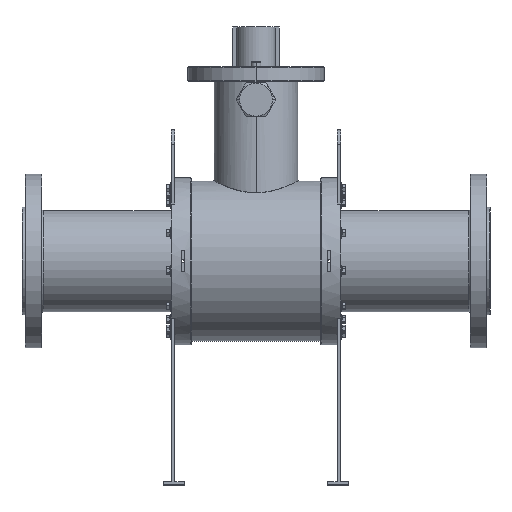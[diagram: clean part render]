
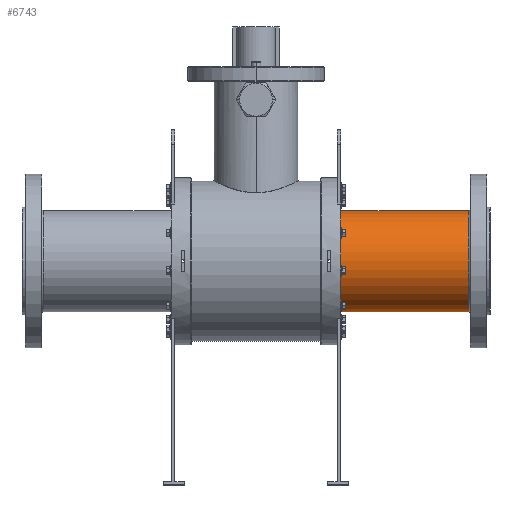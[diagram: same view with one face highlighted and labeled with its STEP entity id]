
A CAD part, top view. The second image highlights one B-rep face of the part: STEP entity #6743.
In plain terms, the highlighted cylindrical face has radius 153.5 mm (diameter 307 mm), a partial arc.
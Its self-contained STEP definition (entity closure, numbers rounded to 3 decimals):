
#771 = DIRECTION ( 'NONE',  ( 0., 0., -1. ) ) ;
#1000 = ORIENTED_EDGE ( 'NONE', *, *, #4758, .T. ) ;
#2917 = DIRECTION ( 'NONE',  ( -1., 0., 0. ) ) ;
#2985 = LINE ( 'NONE', #5106, #9417 ) ;
#3103 = DIRECTION ( 'NONE',  ( -1., 0., 0. ) ) ;
#3635 = VERTEX_POINT ( 'NONE', #3842 ) ;
#3831 = EDGE_CURVE ( 'NONE', #3635, #7364, #7325, .T. ) ;
#3842 = CARTESIAN_POINT ( 'NONE',  ( 646., -153.5, 0. ) ) ;
#4704 = VECTOR ( 'NONE', #8534, 1000. ) ;
#4758 = EDGE_CURVE ( 'NONE', #3635, #6802, #10051, .T. ) ;
#5106 = CARTESIAN_POINT ( 'NONE',  ( -711., 153.5, 0. ) ) ;
#5363 = CYLINDRICAL_SURFACE ( 'NONE', #13219, 153.5 ) ;
#5483 = CARTESIAN_POINT ( 'NONE',  ( 257.5, -153.5, 0. ) ) ;
#6085 = ORIENTED_EDGE ( 'NONE', *, *, #12512, .T. ) ;
#6168 = ORIENTED_EDGE ( 'NONE', *, *, #3831, .F. ) ;
#6427 = DIRECTION ( 'NONE',  ( 0., -1., 0. ) ) ;
#6743 = ADVANCED_FACE ( 'NONE', ( #8355 ), #5363, .T. ) ;
#6802 = VERTEX_POINT ( 'NONE', #14051 ) ;
#7325 = LINE ( 'NONE', #13011, #4704 ) ;
#7333 = ORIENTED_EDGE ( 'NONE', *, *, #12005, .T. ) ;
#7364 = VERTEX_POINT ( 'NONE', #5483 ) ;
#7635 = CIRCLE ( 'NONE', #11270, 153.5 ) ;
#8355 = FACE_OUTER_BOUND ( 'NONE', #8837, .T. ) ;
#8534 = DIRECTION ( 'NONE',  ( -1., 0., 0. ) ) ;
#8837 = EDGE_LOOP ( 'NONE', ( #1000, #6085, #7333, #6168 ) ) ;
#9260 = CARTESIAN_POINT ( 'NONE',  ( 257.5, 153.5, 0. ) ) ;
#9417 = VECTOR ( 'NONE', #2917, 1000. ) ;
#9422 = VERTEX_POINT ( 'NONE', #9260 ) ;
#9495 = CARTESIAN_POINT ( 'NONE',  ( 646., 0., 0. ) ) ;
#9557 = CARTESIAN_POINT ( 'NONE',  ( -711., 0., 0. ) ) ;
#10051 = CIRCLE ( 'NONE', #11873, 153.5 ) ;
#10568 = DIRECTION ( 'NONE',  ( -1., 0., 0. ) ) ;
#11270 = AXIS2_PLACEMENT_3D ( 'NONE', #12782, #12652, #771 ) ;
#11632 = DIRECTION ( 'NONE',  ( 0., 1., 0. ) ) ;
#11873 = AXIS2_PLACEMENT_3D ( 'NONE', #9495, #10568, #11632 ) ;
#12005 = EDGE_CURVE ( 'NONE', #9422, #7364, #7635, .T. ) ;
#12512 = EDGE_CURVE ( 'NONE', #6802, #9422, #2985, .T. ) ;
#12652 = DIRECTION ( 'NONE',  ( 1., 0., 0. ) ) ;
#12782 = CARTESIAN_POINT ( 'NONE',  ( 257.5, 0., 0. ) ) ;
#13011 = CARTESIAN_POINT ( 'NONE',  ( -711., -153.5, 0. ) ) ;
#13219 = AXIS2_PLACEMENT_3D ( 'NONE', #9557, #3103, #6427 ) ;
#14051 = CARTESIAN_POINT ( 'NONE',  ( 646., 153.5, 0. ) ) ;
